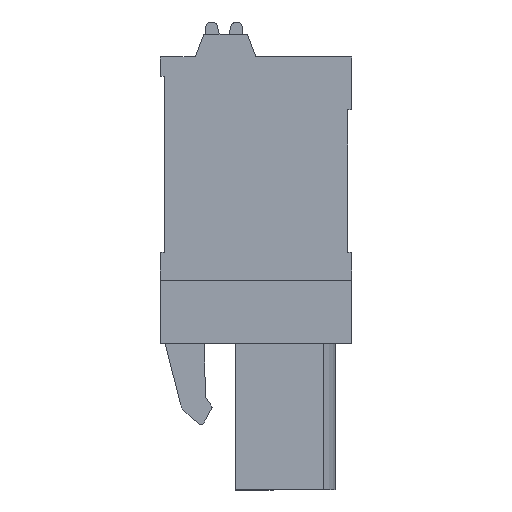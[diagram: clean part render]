
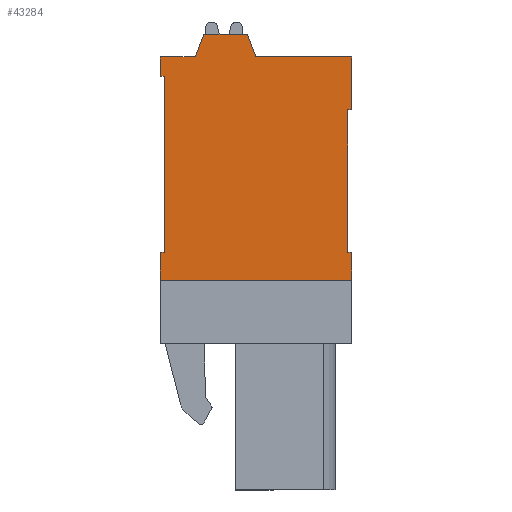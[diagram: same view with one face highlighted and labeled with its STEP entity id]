
A CAD part, left-side view. The second image highlights one B-rep face of the part: STEP entity #43284.
In plain terms, the highlighted planar face has unit normal (-1, 0, 0).
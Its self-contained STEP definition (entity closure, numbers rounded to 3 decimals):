
#3959=ORIENTED_EDGE('',*,*,#14263,.F.);
#3960=ORIENTED_EDGE('',*,*,#15843,.T.);
#3961=ORIENTED_EDGE('',*,*,#14326,.F.);
#3962=ORIENTED_EDGE('',*,*,#15842,.F.);
#3963=ORIENTED_EDGE('',*,*,#15840,.F.);
#3964=ORIENTED_EDGE('',*,*,#15838,.F.);
#3965=ORIENTED_EDGE('',*,*,#15836,.F.);
#3966=ORIENTED_EDGE('',*,*,#13982,.F.);
#3967=ORIENTED_EDGE('',*,*,#15826,.F.);
#3968=ORIENTED_EDGE('',*,*,#15825,.F.);
#3969=ORIENTED_EDGE('',*,*,#15823,.F.);
#3970=ORIENTED_EDGE('',*,*,#14045,.F.);
#3971=ORIENTED_EDGE('',*,*,#15833,.F.);
#3972=ORIENTED_EDGE('',*,*,#15831,.F.);
#3973=ORIENTED_EDGE('',*,*,#15829,.F.);
#3974=ORIENTED_EDGE('',*,*,#15827,.F.);
#13982=EDGE_CURVE('',#20273,#20274,#24473,.T.);
#14045=EDGE_CURVE('',#20335,#20336,#24536,.T.);
#14263=EDGE_CURVE('',#20519,#20520,#24726,.T.);
#14326=EDGE_CURVE('',#20576,#20577,#24789,.T.);
#15823=EDGE_CURVE('',#20336,#21657,#26176,.T.);
#15825=EDGE_CURVE('',#21657,#21658,#26178,.T.);
#15826=EDGE_CURVE('',#21658,#20273,#26179,.T.);
#15827=EDGE_CURVE('',#20520,#21659,#26180,.T.);
#15829=EDGE_CURVE('',#21659,#21660,#26182,.T.);
#15831=EDGE_CURVE('',#21660,#21661,#26184,.T.);
#15833=EDGE_CURVE('',#21661,#20335,#26186,.T.);
#15836=EDGE_CURVE('',#20274,#21662,#26189,.T.);
#15838=EDGE_CURVE('',#21662,#21663,#26191,.T.);
#15840=EDGE_CURVE('',#21663,#21664,#26193,.T.);
#15842=EDGE_CURVE('',#21664,#20576,#26195,.T.);
#15843=EDGE_CURVE('',#20519,#20577,#26196,.T.);
#20273=VERTEX_POINT('',#60204);
#20274=VERTEX_POINT('',#60206);
#20335=VERTEX_POINT('',#60332);
#20336=VERTEX_POINT('',#60334);
#20519=VERTEX_POINT('',#60752);
#20520=VERTEX_POINT('',#60754);
#20576=VERTEX_POINT('',#60874);
#20577=VERTEX_POINT('',#60876);
#21657=VERTEX_POINT('',#63802);
#21658=VERTEX_POINT('',#63806);
#21659=VERTEX_POINT('',#63812);
#21660=VERTEX_POINT('',#63816);
#21661=VERTEX_POINT('',#63820);
#21662=VERTEX_POINT('',#63831);
#21663=VERTEX_POINT('',#63835);
#21664=VERTEX_POINT('',#63839);
#24473=LINE('',#60205,#30342);
#24536=LINE('',#60333,#30405);
#24726=LINE('',#60753,#30595);
#24789=LINE('',#60875,#30658);
#26176=LINE('',#63803,#32045);
#26178=LINE('',#63807,#32047);
#26179=LINE('',#63809,#32048);
#26180=LINE('',#63811,#32049);
#26182=LINE('',#63815,#32051);
#26184=LINE('',#63819,#32053);
#26186=LINE('',#63823,#32055);
#26189=LINE('',#63830,#32058);
#26191=LINE('',#63834,#32060);
#26193=LINE('',#63838,#32062);
#26195=LINE('',#63842,#32064);
#26196=LINE('',#63844,#32065);
#30342=VECTOR('',#48494,1000.);
#30405=VECTOR('',#48563,1000.);
#30595=VECTOR('',#48845,1000.);
#30658=VECTOR('',#48912,1000.);
#32045=VECTOR('',#51219,1000.);
#32047=VECTOR('',#51223,1000.);
#32048=VECTOR('',#51226,1000.);
#32049=VECTOR('',#51229,1000.);
#32051=VECTOR('',#51233,1000.);
#32053=VECTOR('',#51237,1000.);
#32055=VECTOR('',#51241,1000.);
#32058=VECTOR('',#51252,1000.);
#32060=VECTOR('',#51256,1000.);
#32062=VECTOR('',#51260,1000.);
#32064=VECTOR('',#51264,1000.);
#32065=VECTOR('',#51267,1000.);
#36326=EDGE_LOOP('',(#3959,#3960,#3961,#3962,#3963,#3964,#3965,#3966,#3967,
#3968,#3969,#3970,#3971,#3972,#3973,#3974));
#38797=FACE_BOUND('',#36326,.T.);
#41172=PLANE('',#45775);
#43284=ADVANCED_FACE('',(#38797),#41172,.F.);
#45775=AXIS2_PLACEMENT_3D('',#63843,#51265,#51266);
#48494=DIRECTION('',(0.,-1.,0.));
#48563=DIRECTION('',(0.,-1.,0.));
#48845=DIRECTION('',(0.,0.,1.));
#48912=DIRECTION('',(0.,0.,-1.));
#51219=DIRECTION('',(0.,-0.353,0.936));
#51223=DIRECTION('',(0.,-1.,0.));
#51226=DIRECTION('',(0.,-0.353,-0.936));
#51229=DIRECTION('',(0.,-1.,0.));
#51233=DIRECTION('',(0.,0.,1.));
#51237=DIRECTION('',(0.,1.,0.));
#51241=DIRECTION('',(0.,0.,1.));
#51252=DIRECTION('',(0.,0.,-1.));
#51256=DIRECTION('',(0.,1.,0.));
#51260=DIRECTION('',(0.,0.,-1.));
#51264=DIRECTION('',(0.,-1.,0.));
#51265=DIRECTION('',(1.,0.,0.));
#51266=DIRECTION('',(0.,0.,-1.));
#51267=DIRECTION('',(0.,-1.,0.));
#60204=CARTESIAN_POINT('',(-30.48,0.01,7.14));
#60205=CARTESIAN_POINT('',(-30.48,0.01,7.14));
#60206=CARTESIAN_POINT('',(-30.48,-5.5,7.14));
#60332=CARTESIAN_POINT('',(-30.48,5.5,7.14));
#60333=CARTESIAN_POINT('',(-30.48,5.5,7.14));
#60334=CARTESIAN_POINT('',(-30.48,3.49,7.14));
#60752=CARTESIAN_POINT('',(-30.48,5.5,-5.7));
#60753=CARTESIAN_POINT('',(-30.48,5.5,-8.6));
#60754=CARTESIAN_POINT('',(-30.48,5.5,-4.1));
#60874=CARTESIAN_POINT('',(-30.48,-5.5,-4.1));
#60875=CARTESIAN_POINT('',(-30.48,-5.5,-4.1));
#60876=CARTESIAN_POINT('',(-30.48,-5.5,-5.7));
#63802=CARTESIAN_POINT('',(-30.48,3.,8.44));
#63803=CARTESIAN_POINT('',(-30.48,3.,8.44));
#63806=CARTESIAN_POINT('',(-30.48,0.5,8.44));
#63807=CARTESIAN_POINT('',(-30.48,0.5,8.44));
#63809=CARTESIAN_POINT('',(-30.48,0.01,7.14));
#63811=CARTESIAN_POINT('',(-30.48,5.5,-4.1));
#63812=CARTESIAN_POINT('',(-30.48,5.27,-4.1));
#63815=CARTESIAN_POINT('',(-30.48,5.27,-4.1));
#63816=CARTESIAN_POINT('',(-30.48,5.27,6.04));
#63819=CARTESIAN_POINT('',(-30.48,5.27,6.04));
#63820=CARTESIAN_POINT('',(-30.48,5.5,6.04));
#63823=CARTESIAN_POINT('',(-30.48,5.5,6.04));
#63830=CARTESIAN_POINT('',(-30.48,-5.5,7.14));
#63831=CARTESIAN_POINT('',(-30.48,-5.5,4.1));
#63834=CARTESIAN_POINT('',(-30.48,-5.5,4.1));
#63835=CARTESIAN_POINT('',(-30.48,-5.27,4.1));
#63838=CARTESIAN_POINT('',(-30.48,-5.27,4.1));
#63839=CARTESIAN_POINT('',(-30.48,-5.27,-4.1));
#63842=CARTESIAN_POINT('',(-30.48,-5.27,-4.1));
#63843=CARTESIAN_POINT('',(-30.48,0.,0.));
#63844=CARTESIAN_POINT('',(-30.48,5.5,-5.7));
